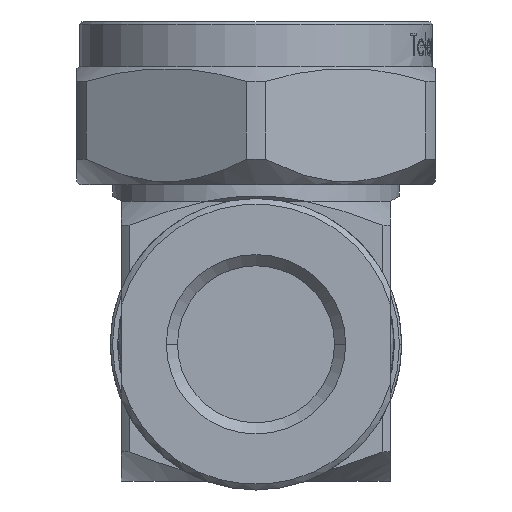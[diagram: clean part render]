
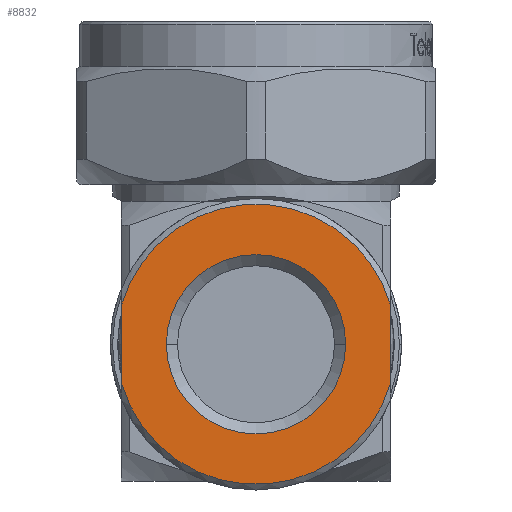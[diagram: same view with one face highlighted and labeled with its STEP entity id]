
A CAD part, front view. The second image highlights one B-rep face of the part: STEP entity #8832.
In plain terms, the highlighted planar face has unit normal (0, -1, 0).
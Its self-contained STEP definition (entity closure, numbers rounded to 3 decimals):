
#335 = DIRECTION ( 'NONE',  ( 0., -1., 0. ) ) ;
#582 = CARTESIAN_POINT ( 'NONE',  ( 0., -48.35, -27.25 ) ) ;
#1809 = CARTESIAN_POINT ( 'NONE',  ( 12., -48.35, -32.25 ) ) ;
#1898 = DIRECTION ( 'NONE',  ( 1., 0., 0. ) ) ;
#2114 = EDGE_LOOP ( 'NONE', ( #5083, #8282, #6785, #14297 ) ) ;
#2163 = EDGE_CURVE ( 'NONE', #10817, #10526, #4920, .T. ) ;
#3079 = FACE_BOUND ( 'NONE', #6381, .T. ) ;
#3496 = CARTESIAN_POINT ( 'NONE',  ( 12., -48.35, -30.75 ) ) ;
#3559 = LINE ( 'NONE', #1809, #13861 ) ;
#3607 = CARTESIAN_POINT ( 'NONE',  ( 8., -48.35, -27.25 ) ) ;
#4578 = CIRCLE ( 'NONE', #10316, 8. ) ;
#4818 = DIRECTION ( 'NONE',  ( 0., 1., 0. ) ) ;
#4844 = EDGE_CURVE ( 'NONE', #13431, #12221, #12494, .T. ) ;
#4887 = FACE_OUTER_BOUND ( 'NONE', #2114, .T. ) ;
#4920 = CIRCLE ( 'NONE', #15310, 12.5 ) ;
#5083 = ORIENTED_EDGE ( 'NONE', *, *, #2163, .T. ) ;
#5265 = CARTESIAN_POINT ( 'NONE',  ( -8., -48.35, -27.25 ) ) ;
#5569 = CARTESIAN_POINT ( 'NONE',  ( -12., -48.35, -32.25 ) ) ;
#5857 = CARTESIAN_POINT ( 'NONE',  ( 0., -48.35, -27.25 ) ) ;
#6168 = CARTESIAN_POINT ( 'NONE',  ( 0., -48.35, -27.25 ) ) ;
#6381 = EDGE_LOOP ( 'NONE', ( #16308, #9286 ) ) ;
#6785 = ORIENTED_EDGE ( 'NONE', *, *, #13583, .T. ) ;
#7040 = AXIS2_PLACEMENT_3D ( 'NONE', #6168, #15214, #7494 ) ;
#7165 = DIRECTION ( 'NONE',  ( 1., 0., 0. ) ) ;
#7386 = LINE ( 'NONE', #5569, #13835 ) ;
#7494 = DIRECTION ( 'NONE',  ( 1., 0., 0. ) ) ;
#7639 = VERTEX_POINT ( 'NONE', #8368 ) ;
#7824 = AXIS2_PLACEMENT_3D ( 'NONE', #12533, #4818, #13870 ) ;
#8088 = CARTESIAN_POINT ( 'NONE',  ( 0., -48.35, -27.25 ) ) ;
#8282 = ORIENTED_EDGE ( 'NONE', *, *, #15959, .T. ) ;
#8368 = CARTESIAN_POINT ( 'NONE',  ( 12., -48.35, -23.75 ) ) ;
#8832 = ADVANCED_FACE ( 'NONE', ( #3079, #4887 ), #14996, .F. ) ;
#9286 = ORIENTED_EDGE ( 'NONE', *, *, #4844, .T. ) ;
#9377 = DIRECTION ( 'NONE',  ( 1., 0., 0. ) ) ;
#9471 = CARTESIAN_POINT ( 'NONE',  ( -12., -48.35, -30.75 ) ) ;
#9639 = DIRECTION ( 'NONE',  ( 0., -1., 0. ) ) ;
#10316 = AXIS2_PLACEMENT_3D ( 'NONE', #5857, #14878, #7165 ) ;
#10526 = VERTEX_POINT ( 'NONE', #3496 ) ;
#10689 = DIRECTION ( 'NONE',  ( 0., 0., -1. ) ) ;
#10817 = VERTEX_POINT ( 'NONE', #9471 ) ;
#10844 = DIRECTION ( 'NONE',  ( 0., 0., 1. ) ) ;
#10958 = EDGE_CURVE ( 'NONE', #12221, #13431, #4578, .T. ) ;
#12221 = VERTEX_POINT ( 'NONE', #5265 ) ;
#12391 = CIRCLE ( 'NONE', #14639, 12.5 ) ;
#12494 = CIRCLE ( 'NONE', #7040, 8. ) ;
#12533 = CARTESIAN_POINT ( 'NONE',  ( 0., -48.35, -40.25 ) ) ;
#13431 = VERTEX_POINT ( 'NONE', #3607 ) ;
#13583 = EDGE_CURVE ( 'NONE', #7639, #16076, #12391, .T. ) ;
#13835 = VECTOR ( 'NONE', #10689, 1000. ) ;
#13861 = VECTOR ( 'NONE', #10844, 1000. ) ;
#13870 = DIRECTION ( 'NONE',  ( 1., 0., 0. ) ) ;
#13970 = EDGE_CURVE ( 'NONE', #16076, #10817, #7386, .T. ) ;
#14297 = ORIENTED_EDGE ( 'NONE', *, *, #13970, .T. ) ;
#14639 = AXIS2_PLACEMENT_3D ( 'NONE', #582, #9639, #1898 ) ;
#14878 = DIRECTION ( 'NONE',  ( 0., 1., 0. ) ) ;
#14996 = PLANE ( 'NONE',  #7824 ) ;
#15214 = DIRECTION ( 'NONE',  ( 0., 1., 0. ) ) ;
#15310 = AXIS2_PLACEMENT_3D ( 'NONE', #8088, #335, #9377 ) ;
#15959 = EDGE_CURVE ( 'NONE', #10526, #7639, #3559, .T. ) ;
#16076 = VERTEX_POINT ( 'NONE', #16404 ) ;
#16308 = ORIENTED_EDGE ( 'NONE', *, *, #10958, .T. ) ;
#16404 = CARTESIAN_POINT ( 'NONE',  ( -12., -48.35, -23.75 ) ) ;
